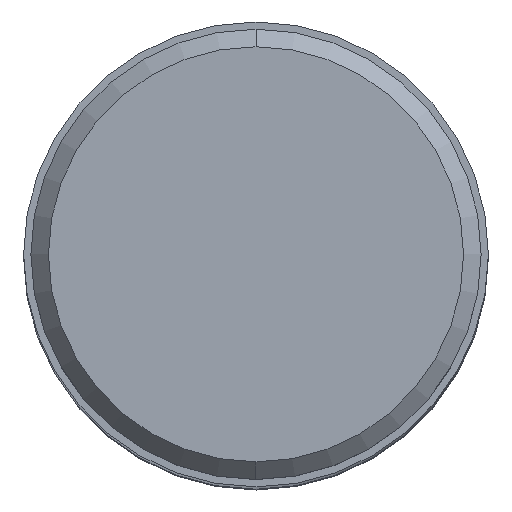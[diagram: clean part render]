
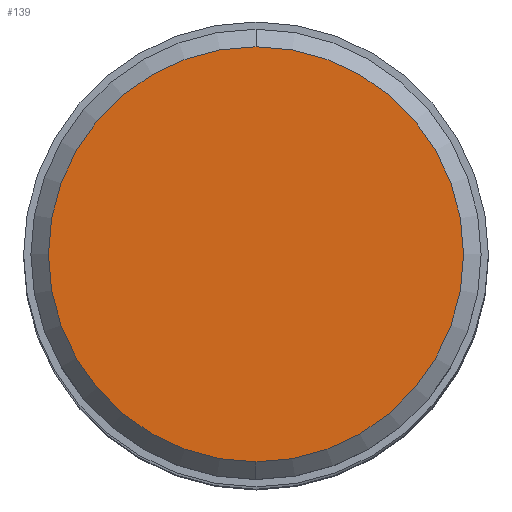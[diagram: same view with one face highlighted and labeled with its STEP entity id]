
A CAD part, top view. The second image highlights one B-rep face of the part: STEP entity #139.
In plain terms, the highlighted planar face has unit normal (0, 0, 1).
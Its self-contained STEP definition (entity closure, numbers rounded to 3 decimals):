
#29=PLANE('',#1165);
#139=ADVANCED_FACE('',(#230),#29,.F.);
#230=FACE_OUTER_BOUND('',#290,.T.);
#290=EDGE_LOOP('',(#503,#504));
#503=ORIENTED_EDGE('',*,*,#728,.T.);
#504=ORIENTED_EDGE('',*,*,#726,.T.);
#610=VERTEX_POINT('',#2540);
#611=VERTEX_POINT('',#2542);
#726=EDGE_CURVE('',#611,#610,#871,.T.);
#728=EDGE_CURVE('',#610,#611,#872,.T.);
#871=CIRCLE('',#1161,14.175);
#872=CIRCLE('',#1163,14.175);
#1161=AXIS2_PLACEMENT_3D('',#2541,#1440,#1441);
#1163=AXIS2_PLACEMENT_3D('',#2545,#1445,#1446);
#1165=AXIS2_PLACEMENT_3D('',#2547,#1449,#1450);
#1440=DIRECTION('',(0.,0.,1.));
#1441=DIRECTION('',(0.,1.,0.));
#1445=DIRECTION('',(0.,0.,1.));
#1446=DIRECTION('',(0.,-1.,0.));
#1449=DIRECTION('',(0.,0.,-1.));
#1450=DIRECTION('',(1.,0.,0.));
#2540=CARTESIAN_POINT('',(0.,-14.175,0.));
#2541=CARTESIAN_POINT('',(0.,0.,0.));
#2542=CARTESIAN_POINT('',(0.,14.175,0.));
#2545=CARTESIAN_POINT('',(0.,0.,0.));
#2547=CARTESIAN_POINT('',(0.,0.,0.));
